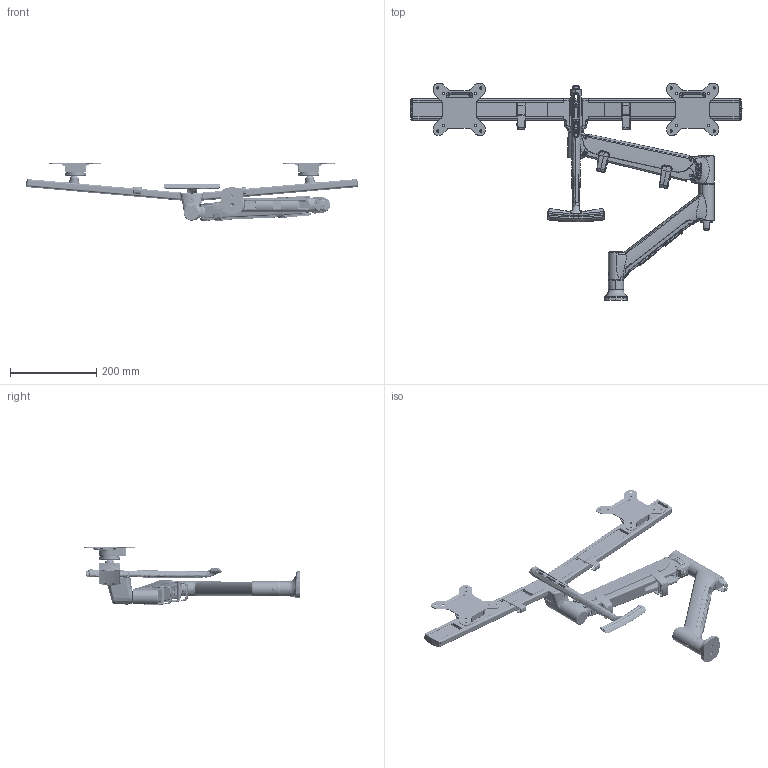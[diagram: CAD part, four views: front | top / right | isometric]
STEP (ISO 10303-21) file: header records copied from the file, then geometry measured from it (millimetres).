
FILE_DESCRIPTION (( 'STEP AP214' ), '1' );
FILE_NAME ('AWMS-RHXB_20220407.STEP', '2022-04-07T02:39:36', ( '' ), ( '' ), 'SwSTEP 2.0', 'SolidWorks 2018', '' );
FILE_SCHEMA (( 'AUTOMOTIVE_DESIGN' ));
Length unit declared in the file: millimetre
Products named in the file (16): AWM-LH; SDRA104; SDRA103; SDS-020; SDRA100; AWM-LA210; SDRP410; SDRA102_1; SHDA011; SHDP009; AWMS-RHXB_20220407; AWM-LR; SHDA312_Default<As Machined>; AWM-LB_Customer; SDRP407; SHDA010
Assembly tree (17 placements, depth 4):
  AWMS-RHXB_20220407
    AWM-LB_Customer
    AWM-LA210
    AWM-LH
      SHDA011
      SHDP009
      SHDA312_Default<As Machined>
      SHDA010
    AWM-LR
      SDRA100
      SDRA103
      SDRA102_1  x2
      SDS-020  x2
      SDRA104
        SDRP407
        SDRP410
Bounding box: 770.43 x 502.77 x 133.72 mm (x, y, z)
Volume: 1690104.4 mm3; surface area: 580350.2 mm2
Topology: 59 solids, 60 shells, 6218 faces, 15029 edges, 8847 vertices
Faces by surface type: cylinder 1862, bspline 1813, plane 1400, cone 618, torus 393, sphere 132
Entity records: 233274 total; most frequent: CARTESIAN_POINT 122107, ORIENTED_EDGE 25440, DIRECTION 19890, EDGE_CURVE 12720, AXIS2_PLACEMENT_3D 7805, VERTEX_POINT 7592, EDGE_LOOP 5516, ADVANCED_FACE 5328
